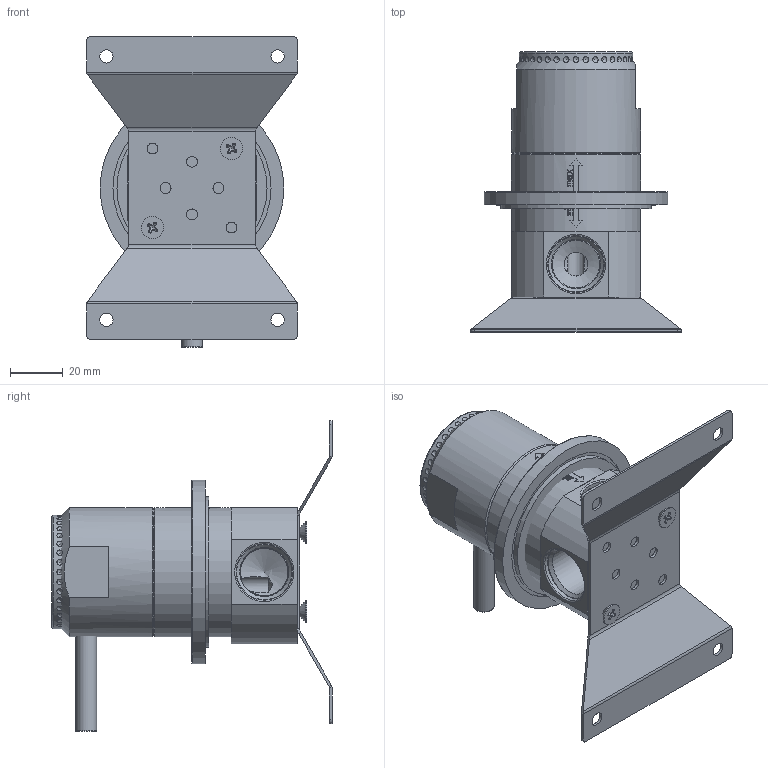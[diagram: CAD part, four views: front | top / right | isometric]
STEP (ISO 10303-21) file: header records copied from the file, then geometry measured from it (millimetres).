
FILE_DESCRIPTION(/* description */ ('Unknown'),/* implementation_level */ '2;1');
FILE_NAME(/* name */ 'AR031D',/* time_stamp */ '2023-02-06T10:44:18+01:00',/* author */ ('Unknown'),/* organization */ ('Unknown'),/* preprocessor_version */ 'ST-DEVELOPER v18.102',/* originating_system */ 'Solid Edge',/* authorisation */ 'Unknown');
FILE_SCHEMA (('AUTOMOTIVE_DESIGN {1 0 10303 214 3 1 1}'));
Length unit declared in the file: millimetre
Products named in the file (25): AR031D-00; AR031-09; AR031-007; AR031-08; AR031-17; VG274; AR003-19; AR031-002; AR095-04; PI009; AR031-07; AR031-02; AR031-01; AR031-06; AR031-04; AR031-03; AR031-05; AR004-010; AR004-010-1; AR004-010-2; AR004-010-3; AR004-010-4; AR004-010-5; AR004-010-6; AR004-010-7
Assembly tree (25 placements, depth 3):
  AR031D-00
    AR031-09
    AR031-007
      AR031-08
      AR031-17
      VG274
      AR003-19
    AR031-002
      AR095-04  x2
      PI009
    AR031-07
    AR031-02
    AR031-01
    AR031-06
    AR031-04
    AR031-03
    AR031-05
    AR004-010
      AR004-010-1
      AR004-010-2
      AR004-010-3
      AR004-010-4
      AR004-010-5
      AR004-010-6
      AR004-010-7
Bounding box: 80 x 106.33 x 118 mm (x, y, z)
Volume: 182526.1 mm3; surface area: 98131.9 mm2
Topology: 22 solids, 22 shells, 890 faces, 2529 edges, 1709 vertices
Faces by surface type: plane 434, sphere 169, cylinder 163, cone 69, torus 43, bspline 12
Full cylindrical faces by diameter (mm): 0.913 x1, 0.916 x1, 3.242 x2, 3.3 x2, 3.537 x2, 4 x2, 4.1 x8, 4.2 x1, 4.8 x3, 5 x3, 5.1 x5, 6 x1, 6.5 x3, 7.9 x1, 8.2 x1, 8.4 x2, 9 x1, 10 x1, 18 x2, 18.631 x3, 21 x1, 21.5 x3, 24 x3, 31.6 x1, 32 x1, 32.5 x1, 34 x1, 35 x4, 35.376 x5, 35.5 x1
Entity records: 30181 total; most frequent: CARTESIAN_POINT 6553, DIRECTION 3782, ORIENTED_EDGE 3374, EDGE_CURVE 1687, AXIS2_PLACEMENT_3D 1535, FACE_BOUND 1263, EDGE_LOOP 1250, VERTEX_POINT 1244
